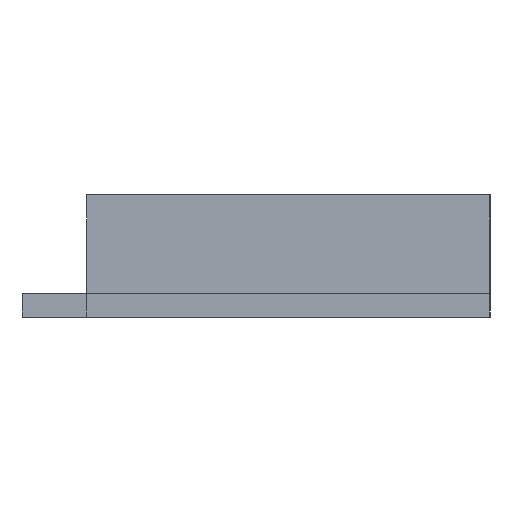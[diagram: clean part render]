
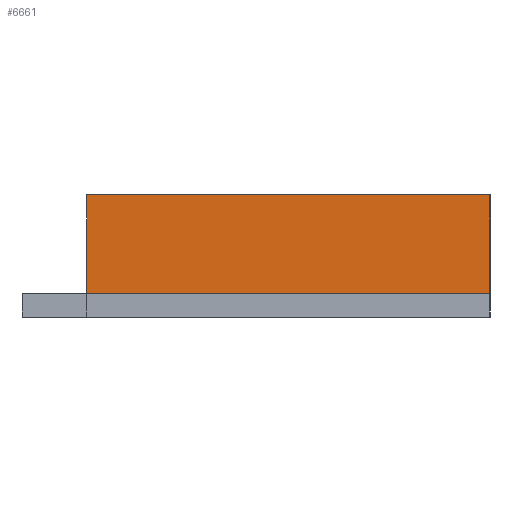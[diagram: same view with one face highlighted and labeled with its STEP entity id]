
A CAD part, left-side view. The second image highlights one B-rep face of the part: STEP entity #6661.
In plain terms, the highlighted planar face has unit normal (-1, 0, 0).
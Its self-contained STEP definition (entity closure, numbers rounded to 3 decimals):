
#143 = VERTEX_POINT('',#144);
#144 = CARTESIAN_POINT('',(-40.7,3.45,0.));
#181 = PLANE('',#182);
#182 = AXIS2_PLACEMENT_3D('',#183,#184,#185);
#183 = CARTESIAN_POINT('',(-40.7,3.45,0.));
#184 = DIRECTION('',(0.,1.,0.));
#185 = DIRECTION('',(1.,0.,0.));
#535 = PLANE('',#536);
#536 = AXIS2_PLACEMENT_3D('',#537,#538,#539);
#537 = CARTESIAN_POINT('',(-40.7,-37.45,0.));
#538 = DIRECTION('',(1.,0.,0.));
#539 = DIRECTION('',(0.,1.,0.));
#2455 = EDGE_CURVE('',#143,#2456,#2458,.T.);
#2456 = VERTEX_POINT('',#2457);
#2457 = CARTESIAN_POINT('',(-40.7,3.45,10.));
#2458 = SURFACE_CURVE('',#2459,(#2463,#2470),.PCURVE_S1.);
#2459 = LINE('',#2460,#2461);
#2460 = CARTESIAN_POINT('',(-40.7,3.45,0.));
#2461 = VECTOR('',#2462,1.);
#2462 = DIRECTION('',(0.,0.,1.));
#2463 = PCURVE('',#181,#2464);
#2464 = DEFINITIONAL_REPRESENTATION('',(#2465),#2469);
#2465 = LINE('',#2466,#2467);
#2466 = CARTESIAN_POINT('',(0.,0.));
#2467 = VECTOR('',#2468,1.);
#2468 = DIRECTION('',(0.,-1.));
#2469 = ( GEOMETRIC_REPRESENTATION_CONTEXT(2) 
PARAMETRIC_REPRESENTATION_CONTEXT() REPRESENTATION_CONTEXT('2D SPACE',''
  ) );
#2470 = PCURVE('',#2471,#2476);
#2471 = PLANE('',#2472);
#2472 = AXIS2_PLACEMENT_3D('',#2473,#2474,#2475);
#2473 = CARTESIAN_POINT('',(-40.7,-37.45,0.));
#2474 = DIRECTION('',(-1.,0.,0.));
#2475 = DIRECTION('',(0.,1.,0.));
#2476 = DEFINITIONAL_REPRESENTATION('',(#2477),#2481);
#2477 = LINE('',#2478,#2479);
#2478 = CARTESIAN_POINT('',(40.9,0.));
#2479 = VECTOR('',#2480,1.);
#2480 = DIRECTION('',(0.,-1.));
#2481 = ( GEOMETRIC_REPRESENTATION_CONTEXT(2) 
PARAMETRIC_REPRESENTATION_CONTEXT() REPRESENTATION_CONTEXT('2D SPACE',''
  ) );
#2497 = PLANE('',#2498);
#2498 = AXIS2_PLACEMENT_3D('',#2499,#2500,#2501);
#2499 = CARTESIAN_POINT('',(18.398,-17.,10.));
#2500 = DIRECTION('',(0.,0.,1.));
#2501 = DIRECTION('',(1.,0.,0.));
#2593 = VERTEX_POINT('',#2594);
#2594 = CARTESIAN_POINT('',(-40.7,-37.45,0.));
#2631 = PLANE('',#2632);
#2632 = AXIS2_PLACEMENT_3D('',#2633,#2634,#2635);
#2633 = CARTESIAN_POINT('',(-21.9,-37.45,0.));
#2634 = DIRECTION('',(0.,-1.,0.));
#2635 = DIRECTION('',(-1.,0.,0.));
#2840 = EDGE_CURVE('',#2593,#143,#2841,.T.);
#2841 = SURFACE_CURVE('',#2842,(#2846,#2853),.PCURVE_S1.);
#2842 = LINE('',#2843,#2844);
#2843 = CARTESIAN_POINT('',(-40.7,-37.45,0.));
#2844 = VECTOR('',#2845,1.);
#2845 = DIRECTION('',(0.,1.,0.));
#2846 = PCURVE('',#535,#2847);
#2847 = DEFINITIONAL_REPRESENTATION('',(#2848),#2852);
#2848 = LINE('',#2849,#2850);
#2849 = CARTESIAN_POINT('',(0.,0.));
#2850 = VECTOR('',#2851,1.);
#2851 = DIRECTION('',(1.,0.));
#2852 = ( GEOMETRIC_REPRESENTATION_CONTEXT(2) 
PARAMETRIC_REPRESENTATION_CONTEXT() REPRESENTATION_CONTEXT('2D SPACE',''
  ) );
#2853 = PCURVE('',#2471,#2854);
#2854 = DEFINITIONAL_REPRESENTATION('',(#2855),#2859);
#2855 = LINE('',#2856,#2857);
#2856 = CARTESIAN_POINT('',(0.,0.));
#2857 = VECTOR('',#2858,1.);
#2858 = DIRECTION('',(1.,0.));
#2859 = ( GEOMETRIC_REPRESENTATION_CONTEXT(2) 
PARAMETRIC_REPRESENTATION_CONTEXT() REPRESENTATION_CONTEXT('2D SPACE',''
  ) );
#6520 = EDGE_CURVE('',#6521,#2456,#6523,.T.);
#6521 = VERTEX_POINT('',#6522);
#6522 = CARTESIAN_POINT('',(-40.7,-37.45,10.));
#6523 = SURFACE_CURVE('',#6524,(#6528,#6535),.PCURVE_S1.);
#6524 = LINE('',#6525,#6526);
#6525 = CARTESIAN_POINT('',(-40.7,-37.45,10.));
#6526 = VECTOR('',#6527,1.);
#6527 = DIRECTION('',(0.,1.,0.));
#6528 = PCURVE('',#2497,#6529);
#6529 = DEFINITIONAL_REPRESENTATION('',(#6530),#6534);
#6530 = LINE('',#6531,#6532);
#6531 = CARTESIAN_POINT('',(-59.098,-20.45));
#6532 = VECTOR('',#6533,1.);
#6533 = DIRECTION('',(0.,1.));
#6534 = ( GEOMETRIC_REPRESENTATION_CONTEXT(2) 
PARAMETRIC_REPRESENTATION_CONTEXT() REPRESENTATION_CONTEXT('2D SPACE',''
  ) );
#6535 = PCURVE('',#2471,#6536);
#6536 = DEFINITIONAL_REPRESENTATION('',(#6537),#6541);
#6537 = LINE('',#6538,#6539);
#6538 = CARTESIAN_POINT('',(0.,-10.));
#6539 = VECTOR('',#6540,1.);
#6540 = DIRECTION('',(1.,0.));
#6541 = ( GEOMETRIC_REPRESENTATION_CONTEXT(2) 
PARAMETRIC_REPRESENTATION_CONTEXT() REPRESENTATION_CONTEXT('2D SPACE',''
  ) );
#6661 = ADVANCED_FACE('',(#6662),#2471,.T.);
#6662 = FACE_BOUND('',#6663,.T.);
#6663 = EDGE_LOOP('',(#6664,#6685,#6686,#6687));
#6664 = ORIENTED_EDGE('',*,*,#6665,.T.);
#6665 = EDGE_CURVE('',#2593,#6521,#6666,.T.);
#6666 = SURFACE_CURVE('',#6667,(#6671,#6678),.PCURVE_S1.);
#6667 = LINE('',#6668,#6669);
#6668 = CARTESIAN_POINT('',(-40.7,-37.45,0.));
#6669 = VECTOR('',#6670,1.);
#6670 = DIRECTION('',(0.,0.,1.));
#6671 = PCURVE('',#2471,#6672);
#6672 = DEFINITIONAL_REPRESENTATION('',(#6673),#6677);
#6673 = LINE('',#6674,#6675);
#6674 = CARTESIAN_POINT('',(0.,0.));
#6675 = VECTOR('',#6676,1.);
#6676 = DIRECTION('',(0.,-1.));
#6677 = ( GEOMETRIC_REPRESENTATION_CONTEXT(2) 
PARAMETRIC_REPRESENTATION_CONTEXT() REPRESENTATION_CONTEXT('2D SPACE',''
  ) );
#6678 = PCURVE('',#2631,#6679);
#6679 = DEFINITIONAL_REPRESENTATION('',(#6680),#6684);
#6680 = LINE('',#6681,#6682);
#6681 = CARTESIAN_POINT('',(18.8,0.));
#6682 = VECTOR('',#6683,1.);
#6683 = DIRECTION('',(0.,-1.));
#6684 = ( GEOMETRIC_REPRESENTATION_CONTEXT(2) 
PARAMETRIC_REPRESENTATION_CONTEXT() REPRESENTATION_CONTEXT('2D SPACE',''
  ) );
#6685 = ORIENTED_EDGE('',*,*,#6520,.T.);
#6686 = ORIENTED_EDGE('',*,*,#2455,.F.);
#6687 = ORIENTED_EDGE('',*,*,#2840,.F.);
